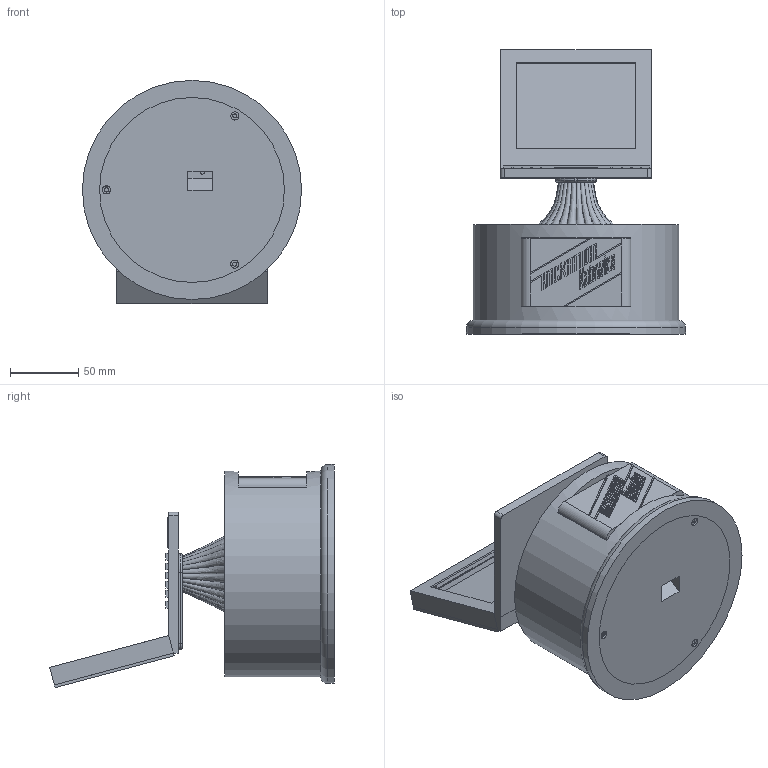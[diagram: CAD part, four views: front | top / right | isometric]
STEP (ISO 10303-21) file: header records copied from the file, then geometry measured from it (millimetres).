
FILE_DESCRIPTION(/* description */ (''),/* implementation_level */ '2;1');
FILE_NAME(/* name */ 'hackathon trophy.step',/* time_stamp */ '2019-11-09T12:53:41+01:00',/* author */ (''),/* organization */ (''),/* preprocessor_version */ 'ST-DEVELOPER v18',/* originating_system */ 'Autodesk Translation Framework v8.9.1.1155',/* authorisation */ '');
FILE_SCHEMA (('AUTOMOTIVE_DESIGN { 1 0 10303 214 3 1 1 }'));
Length unit declared in the file: millimetre
Products named in the file (3): hackathon trophy; klawiatura; monitor
Assembly tree (2 placements, depth 2):
  hackathon trophy
    klawiatura
    monitor
Bounding box: 160 x 207.93 x 162.98 mm (x, y, z)
Volume: 753442.7 mm3; surface area: 245334.3 mm2
Topology: 8 solids, 8 shells, 1108 faces, 2908 edges, 1932 vertices
Faces by surface type: plane 940, bspline 90, cylinder 73, torus 5
Full cylindrical faces by diameter (mm): 3 x16, 6 x3, 10 x2, 14 x1, 15.4 x1, 130 x1, 135 x2, 140 x1, 150 x1, 160 x1
Entity records: 35892 total; most frequent: CARTESIAN_POINT 8979, ORIENTED_EDGE 5816, DIRECTION 4962, EDGE_CURVE 2908, LINE 2540, VECTOR 2540, VERTEX_POINT 1932, EDGE_LOOP 1258
